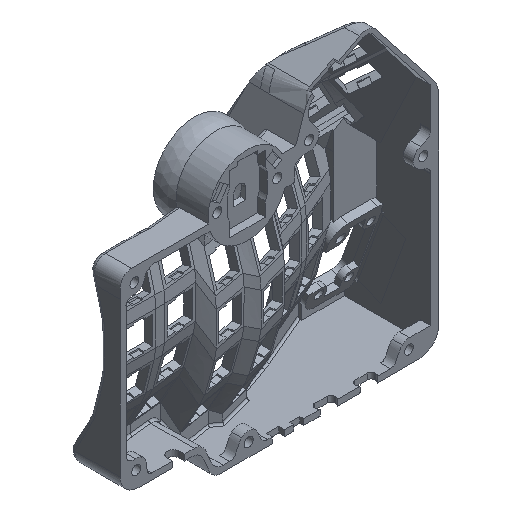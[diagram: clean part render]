
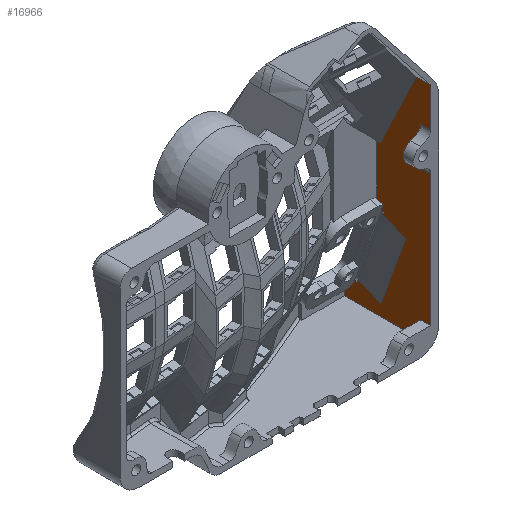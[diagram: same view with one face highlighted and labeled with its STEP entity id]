
A CAD part, isometric view. The second image highlights one B-rep face of the part: STEP entity #16966.
In plain terms, the highlighted planar face has unit normal (-1, 0, 0).
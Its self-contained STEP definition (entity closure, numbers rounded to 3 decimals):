
#816=FACE_OUTER_BOUND('',#1752,.T.);
#1752=EDGE_LOOP('',(#11501,#11502,#11503,#11504,#11505,#11506,#11507,#11508,
#11509,#11510,#11511,#11512,#11513,#11514,#11515,#11516,#11517,#11518,#11519,
#11520,#11521,#11522,#11523,#11524));
#2719=LINE('',#23034,#4865);
#2738=LINE('',#23071,#4884);
#2743=LINE('',#23094,#4889);
#2777=LINE('',#23204,#4923);
#2798=LINE('',#23264,#4944);
#2800=LINE('',#23271,#4946);
#2854=LINE('',#23412,#5000);
#2858=LINE('',#23421,#5004);
#2859=LINE('',#23424,#5005);
#2860=LINE('',#23427,#5006);
#2861=LINE('',#23429,#5007);
#2862=LINE('',#23430,#5008);
#2863=LINE('',#23431,#5009);
#2864=LINE('',#23433,#5010);
#2865=LINE('',#23435,#5011);
#2866=LINE('',#23437,#5012);
#2867=LINE('',#23439,#5013);
#2868=LINE('',#23441,#5014);
#2869=LINE('',#23443,#5015);
#2870=LINE('',#23445,#5016);
#2871=LINE('',#23447,#5017);
#2872=LINE('',#23449,#5018);
#2873=LINE('',#23450,#5019);
#2874=LINE('',#23451,#5020);
#4865=VECTOR('',#18874,10.);
#4884=VECTOR('',#18895,10.);
#4889=VECTOR('',#18912,10.);
#4923=VECTOR('',#19010,10.);
#4944=VECTOR('',#19059,10.);
#4946=VECTOR('',#19065,10.);
#5000=VECTOR('',#19215,10.);
#5004=VECTOR('',#19223,10.);
#5005=VECTOR('',#19226,10.);
#5006=VECTOR('',#19229,10.);
#5007=VECTOR('',#19230,10.);
#5008=VECTOR('',#19231,10.);
#5009=VECTOR('',#19232,10.);
#5010=VECTOR('',#19233,10.);
#5011=VECTOR('',#19234,10.);
#5012=VECTOR('',#19235,10.);
#5013=VECTOR('',#19236,10.);
#5014=VECTOR('',#19237,10.);
#5015=VECTOR('',#19238,10.);
#5016=VECTOR('',#19239,10.);
#5017=VECTOR('',#19240,10.);
#5018=VECTOR('',#19241,10.);
#5019=VECTOR('',#19242,10.);
#5020=VECTOR('',#19243,10.);
#7011=VERTEX_POINT('',#23031);
#7012=VERTEX_POINT('',#23033);
#7029=VERTEX_POINT('',#23069);
#7036=VERTEX_POINT('',#23092);
#7037=VERTEX_POINT('',#23093);
#7080=VERTEX_POINT('',#23202);
#7081=VERTEX_POINT('',#23203);
#7106=VERTEX_POINT('',#23263);
#7109=VERTEX_POINT('',#23269);
#7148=VERTEX_POINT('',#23410);
#7150=VERTEX_POINT('',#23418);
#7151=VERTEX_POINT('',#23419);
#7152=VERTEX_POINT('',#23422);
#7153=VERTEX_POINT('',#23426);
#7154=VERTEX_POINT('',#23428);
#7155=VERTEX_POINT('',#23432);
#7156=VERTEX_POINT('',#23434);
#7157=VERTEX_POINT('',#23436);
#7158=VERTEX_POINT('',#23438);
#7159=VERTEX_POINT('',#23440);
#7160=VERTEX_POINT('',#23442);
#7161=VERTEX_POINT('',#23444);
#7162=VERTEX_POINT('',#23446);
#7163=VERTEX_POINT('',#23448);
#8634=EDGE_CURVE('',#7011,#7012,#2719,.T.);
#8653=EDGE_CURVE('',#7011,#7029,#2738,.T.);
#8662=EDGE_CURVE('',#7036,#7037,#2743,.T.);
#8716=EDGE_CURVE('',#7080,#7081,#2777,.T.);
#8747=EDGE_CURVE('',#7080,#7106,#2798,.T.);
#8751=EDGE_CURVE('',#7109,#7037,#2800,.T.);
#8822=EDGE_CURVE('',#7109,#7148,#2854,.T.);
#8826=EDGE_CURVE('',#7148,#7150,#2858,.T.);
#8828=EDGE_CURVE('',#7151,#7152,#2859,.T.);
#8829=EDGE_CURVE('',#7153,#7150,#2860,.T.);
#8830=EDGE_CURVE('',#7153,#7154,#2861,.T.);
#8831=EDGE_CURVE('',#7154,#7151,#2862,.T.);
#8832=EDGE_CURVE('',#7152,#7106,#2863,.T.);
#8833=EDGE_CURVE('',#7081,#7155,#2864,.T.);
#8834=EDGE_CURVE('',#7156,#7155,#2865,.F.);
#8835=EDGE_CURVE('',#7156,#7157,#2866,.T.);
#8836=EDGE_CURVE('',#7157,#7158,#2867,.T.);
#8837=EDGE_CURVE('',#7159,#7158,#2868,.F.);
#8838=EDGE_CURVE('',#7159,#7160,#2869,.T.);
#8839=EDGE_CURVE('',#7160,#7161,#2870,.T.);
#8840=EDGE_CURVE('',#7161,#7162,#2871,.T.);
#8841=EDGE_CURVE('',#7163,#7162,#2872,.F.);
#8842=EDGE_CURVE('',#7012,#7163,#2873,.F.);
#8843=EDGE_CURVE('',#7029,#7036,#2874,.T.);
#11501=ORIENTED_EDGE('',*,*,#8662,.T.);
#11502=ORIENTED_EDGE('',*,*,#8751,.F.);
#11503=ORIENTED_EDGE('',*,*,#8822,.T.);
#11504=ORIENTED_EDGE('',*,*,#8826,.T.);
#11505=ORIENTED_EDGE('',*,*,#8829,.F.);
#11506=ORIENTED_EDGE('',*,*,#8830,.T.);
#11507=ORIENTED_EDGE('',*,*,#8831,.T.);
#11508=ORIENTED_EDGE('',*,*,#8828,.T.);
#11509=ORIENTED_EDGE('',*,*,#8832,.T.);
#11510=ORIENTED_EDGE('',*,*,#8747,.F.);
#11511=ORIENTED_EDGE('',*,*,#8716,.T.);
#11512=ORIENTED_EDGE('',*,*,#8833,.T.);
#11513=ORIENTED_EDGE('',*,*,#8834,.F.);
#11514=ORIENTED_EDGE('',*,*,#8835,.T.);
#11515=ORIENTED_EDGE('',*,*,#8836,.T.);
#11516=ORIENTED_EDGE('',*,*,#8837,.F.);
#11517=ORIENTED_EDGE('',*,*,#8838,.T.);
#11518=ORIENTED_EDGE('',*,*,#8839,.T.);
#11519=ORIENTED_EDGE('',*,*,#8840,.T.);
#11520=ORIENTED_EDGE('',*,*,#8841,.F.);
#11521=ORIENTED_EDGE('',*,*,#8842,.F.);
#11522=ORIENTED_EDGE('',*,*,#8634,.F.);
#11523=ORIENTED_EDGE('',*,*,#8653,.T.);
#11524=ORIENTED_EDGE('',*,*,#8843,.T.);
#16273=PLANE('',#17961);
#16966=ADVANCED_FACE('',(#816),#16273,.F.);
#17961=AXIS2_PLACEMENT_3D('',#23425,#19227,#19228);
#18874=DIRECTION('',(0.,-0.431,0.902));
#18895=DIRECTION('',(0.,1.,0.));
#18912=DIRECTION('',(0.,-0.94,-0.342));
#19010=DIRECTION('',(0.,0.94,0.342));
#19059=DIRECTION('',(0.,-0.342,0.94));
#19065=DIRECTION('',(0.,-0.342,0.94));
#19215=DIRECTION('',(0.,-0.94,-0.342));
#19223=DIRECTION('',(0.,0.342,-0.94));
#19226=DIRECTION('',(0.,0.342,-0.94));
#19227=DIRECTION('center_axis',(1.,0.,0.));
#19228=DIRECTION('ref_axis',(0.,0.,
-1.));
#19229=DIRECTION('',(0.,0.94,0.342));
#19230=DIRECTION('',(0.,0.342,-0.94));
#19231=DIRECTION('',(0.,0.94,0.342));
#19232=DIRECTION('',(0.,0.94,0.342));
#19233=DIRECTION('',(0.,0.,-1.));
#19234=DIRECTION('',(0.,-1.,0.));
#19235=DIRECTION('',(0.,0.,1.));
#19236=DIRECTION('',(0.,-1.,0.));
#19237=DIRECTION('',(0.,0.,1.));
#19238=DIRECTION('',(0.,1.,0.));
#19239=DIRECTION('',(0.,0.,1.));
#19240=DIRECTION('',(0.,-1.,0.));
#19241=DIRECTION('',(0.,0.,1.));
#19242=DIRECTION('',(0.,1.,0.));
#19243=DIRECTION('',(0.,0.,-1.));
#23031=CARTESIAN_POINT('',(74.942,25.,-12.353));
#23033=CARTESIAN_POINT('',(74.942,7.079,25.189));
#23034=CARTESIAN_POINT('',(74.942,5.149,29.232));
#23069=CARTESIAN_POINT('',(74.942,27.,-12.353));
#23071=CARTESIAN_POINT('',(74.942,25.,-12.353));
#23092=CARTESIAN_POINT('',(74.942,27.,-37.19));
#23093=CARTESIAN_POINT('',(74.942,23.659,-38.405));
#23094=CARTESIAN_POINT('',(74.942,39.164,-32.762));
#23202=CARTESIAN_POINT('',(74.942,38.98,-80.498));
#23203=CARTESIAN_POINT('',(74.942,43.,-79.035));
#23204=CARTESIAN_POINT('',(74.942,54.485,-74.855));
#23263=CARTESIAN_POINT('',(74.942,38.039,-77.913));
#23264=CARTESIAN_POINT('',(74.942,15.29,-15.41));
#23269=CARTESIAN_POINT('',(74.942,24.6,-40.991));
#23271=CARTESIAN_POINT('',(74.942,15.29,-15.41));
#23410=CARTESIAN_POINT('',(74.942,23.191,-41.504));
#23412=CARTESIAN_POINT('',(74.942,40.105,-35.347));
#23418=CARTESIAN_POINT('',(74.942,23.767,-43.087));
#23419=CARTESIAN_POINT('',(74.942,36.251,-77.386));
#23421=CARTESIAN_POINT('',(74.942,13.88,-15.923));
#23422=CARTESIAN_POINT('',(74.942,36.629,-78.426));
#23424=CARTESIAN_POINT('',(74.942,13.88,-15.923));
#23425=CARTESIAN_POINT('Origin',(74.942,0.,
28.902));
#23426=CARTESIAN_POINT('',(74.942,12.312,-47.257));
#23427=CARTESIAN_POINT('',(74.942,33.389,-39.585));
#23428=CARTESIAN_POINT('',(74.942,24.795,-81.556));
#23429=CARTESIAN_POINT('',(74.942,2.474,-20.228));
#23430=CARTESIAN_POINT('',(74.942,41.465,-75.489));
#23431=CARTESIAN_POINT('',(74.942,53.544,-72.27));
#23432=CARTESIAN_POINT('',(74.942,43.,-87.363));
#23433=CARTESIAN_POINT('',(74.942,43.,-0.165));
#23434=CARTESIAN_POINT('',(74.942,5.,-87.363));
#23435=CARTESIAN_POINT('',(74.942,0.,-87.363));
#23436=CARTESIAN_POINT('',(74.942,5.,-78.745));
#23437=CARTESIAN_POINT('',(74.942,5.,-27.073));
#23438=CARTESIAN_POINT('',(74.942,0.,-78.745));
#23439=CARTESIAN_POINT('',(74.942,0.,-78.745));
#23440=CARTESIAN_POINT('',(74.942,0.,-13.181));
#23441=CARTESIAN_POINT('',(74.942,0.,19.307));
#23442=CARTESIAN_POINT('',(74.942,5.,-13.181));
#23443=CARTESIAN_POINT('',(74.942,0.,-13.181));
#23444=CARTESIAN_POINT('',(74.942,5.,5.877));
#23445=CARTESIAN_POINT('',(74.942,5.,12.625));
#23446=CARTESIAN_POINT('',(74.942,0.,5.877));
#23447=CARTESIAN_POINT('',(74.942,0.,5.877));
#23448=CARTESIAN_POINT('',(74.942,0.,25.189));
#23449=CARTESIAN_POINT('',(74.942,0.,19.307));
#23450=CARTESIAN_POINT('',(74.942,0.,25.189));
#23451=CARTESIAN_POINT('',(74.942,27.,-0.165));
